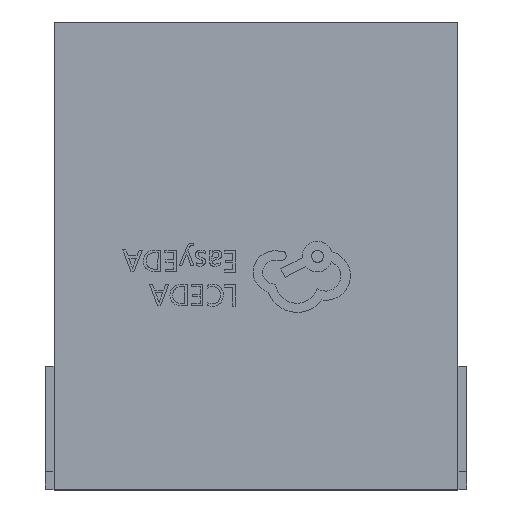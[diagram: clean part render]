
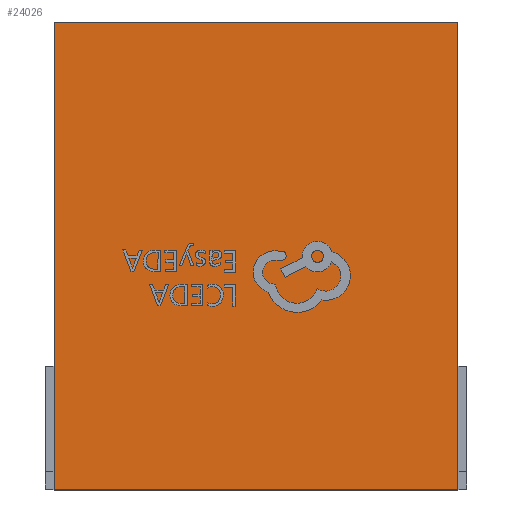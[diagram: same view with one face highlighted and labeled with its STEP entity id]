
A CAD part, top view. The second image highlights one B-rep face of the part: STEP entity #24026.
In plain terms, the highlighted planar face has unit normal (0, 0, 1).
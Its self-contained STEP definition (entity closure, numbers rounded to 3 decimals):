
#429 = LINE ( 'NONE', #898, #25603 ) ;
#632 = CARTESIAN_POINT ( 'NONE',  ( 5.75, -13.3, 7.6 ) ) ;
#898 = CARTESIAN_POINT ( 'NONE',  ( -5.75, 0., 7.6 ) ) ;
#1771 = ORIENTED_EDGE ( 'NONE', *, *, #16268, .F. ) ;
#3118 = DIRECTION ( 'NONE',  ( -1., 0., 0. ) ) ;
#3212 = AXIS2_PLACEMENT_3D ( 'NONE', #8446, #3959, #13676 ) ;
#3582 = ORIENTED_EDGE ( 'NONE', *, *, #31640, .F. ) ;
#3959 = DIRECTION ( 'NONE',  ( 0., 0., -1. ) ) ;
#4046 = VERTEX_POINT ( 'NONE', #10820 ) ;
#4638 = LINE ( 'NONE', #24790, #18208 ) ;
#5863 = LINE ( 'NONE', #632, #10833 ) ;
#8446 = CARTESIAN_POINT ( 'NONE',  ( -5.75, -13.3, 7.6 ) ) ;
#9380 = CARTESIAN_POINT ( 'NONE',  ( -5.75, -13.3, 7.6 ) ) ;
#9411 = EDGE_LOOP ( 'NONE', ( #10606, #3582, #1771, #17022 ) ) ;
#9458 = DIRECTION ( 'NONE',  ( -1., 0., 0. ) ) ;
#10606 = ORIENTED_EDGE ( 'NONE', *, *, #26052, .T. ) ;
#10820 = CARTESIAN_POINT ( 'NONE',  ( -5.75, 0., 7.6 ) ) ;
#10833 = VECTOR ( 'NONE', #29854, 1000. ) ;
#12051 = VERTEX_POINT ( 'NONE', #13860 ) ;
#13023 = CARTESIAN_POINT ( 'NONE',  ( 5.75, 0., 7.6 ) ) ;
#13676 = DIRECTION ( 'NONE',  ( 0., 1., 0. ) ) ;
#13860 = CARTESIAN_POINT ( 'NONE',  ( 5.75, -13.3, 7.6 ) ) ;
#15628 = FACE_OUTER_BOUND ( 'NONE', #9411, .T. ) ;
#16268 = EDGE_CURVE ( 'NONE', #12051, #19119, #24785, .T. ) ;
#16852 = VERTEX_POINT ( 'NONE', #13023 ) ;
#17022 = ORIENTED_EDGE ( 'NONE', *, *, #23989, .T. ) ;
#17251 = DIRECTION ( 'NONE',  ( 0., 1., 0. ) ) ;
#18208 = VECTOR ( 'NONE', #17251, 1000. ) ;
#19119 = VERTEX_POINT ( 'NONE', #9380 ) ;
#21207 = VECTOR ( 'NONE', #9458, 1000. ) ;
#23989 = EDGE_CURVE ( 'NONE', #12051, #16852, #5863, .T. ) ;
#24026 = ADVANCED_FACE ( 'NONE', ( #15628 ), #30023, .F. ) ;
#24785 = LINE ( 'NONE', #29246, #21207 ) ;
#24790 = CARTESIAN_POINT ( 'NONE',  ( -5.75, -13.3, 7.6 ) ) ;
#25603 = VECTOR ( 'NONE', #3118, 1000. ) ;
#26052 = EDGE_CURVE ( 'NONE', #16852, #4046, #429, .T. ) ;
#29246 = CARTESIAN_POINT ( 'NONE',  ( -5.75, -13.3, 7.6 ) ) ;
#29854 = DIRECTION ( 'NONE',  ( 0., 1., 0. ) ) ;
#30023 = PLANE ( 'NONE',  #3212 ) ;
#31640 = EDGE_CURVE ( 'NONE', #19119, #4046, #4638, .T. ) ;
